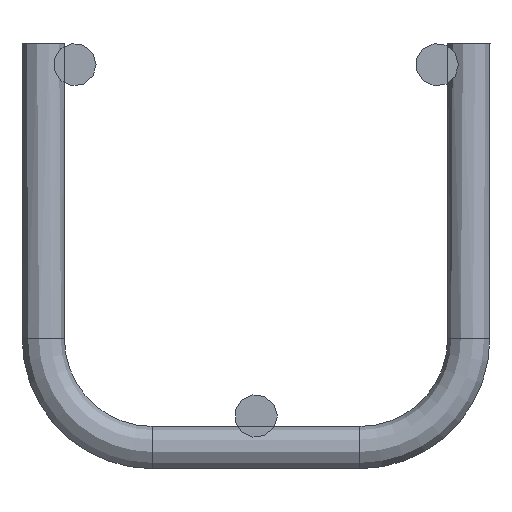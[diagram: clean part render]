
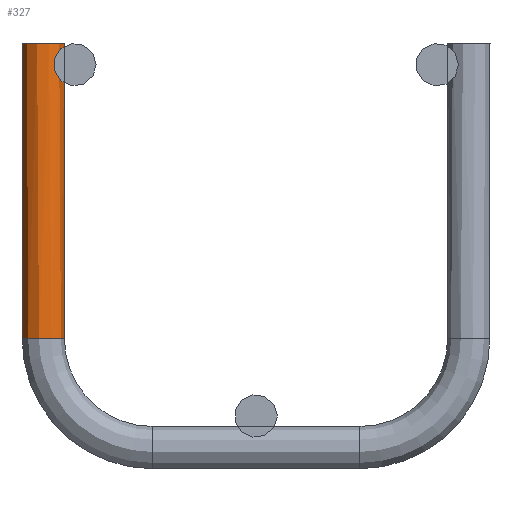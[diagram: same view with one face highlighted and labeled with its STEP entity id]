
A CAD part, left-side view. The second image highlights one B-rep face of the part: STEP entity #327.
In plain terms, the highlighted cylindrical face has radius 1.95 mm (diameter 3.9 mm), a full revolution.
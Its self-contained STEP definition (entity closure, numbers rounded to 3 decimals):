
#171=FACE_OUTER_BOUND('',#187,.T.);
#187=EDGE_LOOP('',(#282,#283,#284,#285,#286));
#197=LINE('',#582,#203);
#203=VECTOR('',#450,1.95);
#212=CIRCLE('',#357,1.95);
#213=CIRCLE('',#358,1.95);
#214=CIRCLE('',#359,1.95);
#230=VERTEX_POINT('',#579);
#231=VERTEX_POINT('',#581);
#232=VERTEX_POINT('',#583);
#249=EDGE_CURVE('',#230,#230,#212,.T.);
#250=EDGE_CURVE('',#230,#231,#197,.T.);
#251=EDGE_CURVE('',#231,#232,#213,.T.);
#252=EDGE_CURVE('',#232,#231,#214,.T.);
#282=ORIENTED_EDGE('',*,*,#249,.F.);
#283=ORIENTED_EDGE('',*,*,#250,.T.);
#284=ORIENTED_EDGE('',*,*,#251,.T.);
#285=ORIENTED_EDGE('',*,*,#252,.T.);
#286=ORIENTED_EDGE('',*,*,#250,.F.);
#315=CYLINDRICAL_SURFACE('',#356,1.95);
#327=ADVANCED_FACE('',(#171),#315,.T.);
#356=AXIS2_PLACEMENT_3D('',#578,#446,#447);
#357=AXIS2_PLACEMENT_3D('',#580,#448,#449);
#358=AXIS2_PLACEMENT_3D('',#584,#451,#452);
#359=AXIS2_PLACEMENT_3D('',#585,#453,#454);
#446=DIRECTION('center_axis',(0.,0.,1.));
#447=DIRECTION('ref_axis',(-1.,0.,0.));
#448=DIRECTION('center_axis',(0.,0.,1.));
#449=DIRECTION('ref_axis',(-1.,0.,0.));
#450=DIRECTION('',(0.,0.,-1.));
#451=DIRECTION('center_axis',(0.,0.,1.));
#452=DIRECTION('ref_axis',(-1.,0.,0.));
#453=DIRECTION('center_axis',(0.,0.,1.));
#454=DIRECTION('ref_axis',(-1.,0.,0.));
#578=CARTESIAN_POINT('Origin',(0.,19.45,-7.55));
#579=CARTESIAN_POINT('',(1.95,19.45,19.45));
#580=CARTESIAN_POINT('Origin',(0.,19.45,19.45));
#581=CARTESIAN_POINT('',(1.95,19.45,-7.55));
#582=CARTESIAN_POINT('',(1.95,19.45,-7.55));
#583=CARTESIAN_POINT('',(0.,17.5,-7.55));
#584=CARTESIAN_POINT('Origin',(0.,19.45,-7.55));
#585=CARTESIAN_POINT('Origin',(0.,19.45,-7.55));
